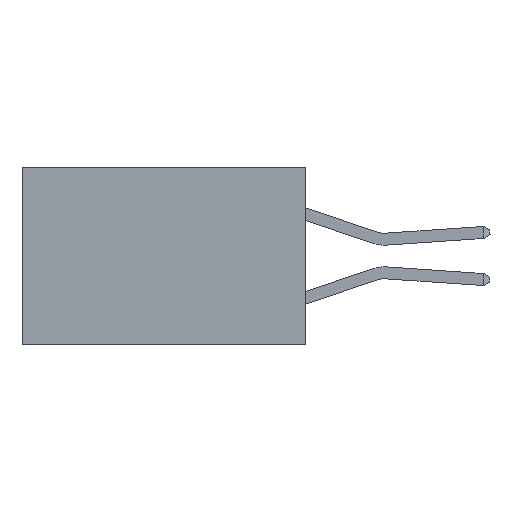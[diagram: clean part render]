
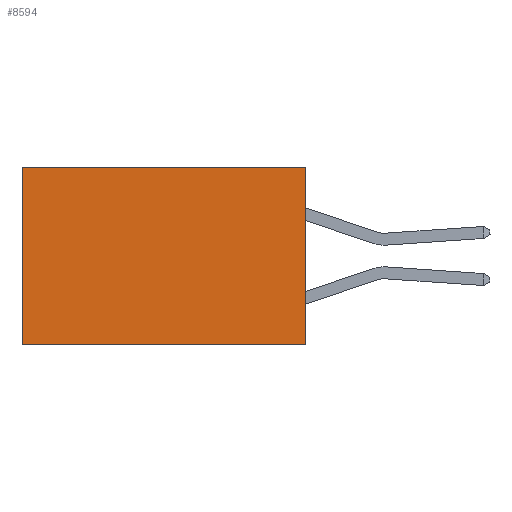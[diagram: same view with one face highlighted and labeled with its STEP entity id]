
A CAD part, left-side view. The second image highlights one B-rep face of the part: STEP entity #8594.
In plain terms, the highlighted planar face has unit normal (-1, 0, 0).
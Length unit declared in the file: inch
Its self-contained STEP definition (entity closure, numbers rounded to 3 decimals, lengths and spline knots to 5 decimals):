
#17 = ORIENTED_EDGE ( 'NONE', *, *, #1890, .T. ) ;
#792 = CARTESIAN_POINT ( 'NONE',  ( 0.277, 0.59, 0. ) ) ;
#859 = EDGE_CURVE ( 'NONE', #3830, #8837, #10373, .T. ) ;
#1207 = FACE_OUTER_BOUND ( 'NONE', #10060, .T. ) ;
#1890 = EDGE_CURVE ( 'NONE', #3830, #2801, #2153, .T. ) ;
#1898 = CARTESIAN_POINT ( 'NONE',  ( 0.277, 0., -0.37 ) ) ;
#1975 = CARTESIAN_POINT ( 'NONE',  ( 0.277, 0.59, -0.37 ) ) ;
#2153 = LINE ( 'NONE', #5205, #10421 ) ;
#2443 = EDGE_CURVE ( 'NONE', #8837, #2448, #3434, .T. ) ;
#2448 = VERTEX_POINT ( 'NONE', #8892 ) ;
#2801 = VERTEX_POINT ( 'NONE', #792 ) ;
#3127 = VECTOR ( 'NONE', #10654, 39.37008 ) ;
#3434 = LINE ( 'NONE', #10837, #8805 ) ;
#3830 = VERTEX_POINT ( 'NONE', #12123 ) ;
#4389 = PLANE ( 'NONE',  #5416 ) ;
#5205 = CARTESIAN_POINT ( 'NONE',  ( 0.277, 0., 0. ) ) ;
#5416 = AXIS2_PLACEMENT_3D ( 'NONE', #11704, #11751, #5461 ) ;
#5461 = DIRECTION ( 'NONE',  ( 0., 0., -1. ) ) ;
#5549 = ORIENTED_EDGE ( 'NONE', *, *, #11924, .T. ) ;
#6085 = DIRECTION ( 'NONE',  ( 0., 1., 0. ) ) ;
#7167 = ORIENTED_EDGE ( 'NONE', *, *, #2443, .F. ) ;
#7610 = ORIENTED_EDGE ( 'NONE', *, *, #859, .F. ) ;
#8019 = DIRECTION ( 'NONE',  ( 0., 0., -1. ) ) ;
#8594 = ADVANCED_FACE ( 'NONE', ( #1207 ), #4389, .F. ) ;
#8805 = VECTOR ( 'NONE', #10827, 39.37008 ) ;
#8837 = VERTEX_POINT ( 'NONE', #13006 ) ;
#8892 = CARTESIAN_POINT ( 'NONE',  ( 0.277, 0.59, -0.37 ) ) ;
#10060 = EDGE_LOOP ( 'NONE', ( #5549, #7167, #7610, #17 ) ) ;
#10373 = LINE ( 'NONE', #1898, #12685 ) ;
#10421 = VECTOR ( 'NONE', #6085, 39.37008 ) ;
#10654 = DIRECTION ( 'NONE',  ( 0., 0., -1. ) ) ;
#10827 = DIRECTION ( 'NONE',  ( 0., 1., 0. ) ) ;
#10837 = CARTESIAN_POINT ( 'NONE',  ( 0.277, 0., -0.37 ) ) ;
#11704 = CARTESIAN_POINT ( 'NONE',  ( 0.277, 0., -0.37 ) ) ;
#11751 = DIRECTION ( 'NONE',  ( 1., 0., 0. ) ) ;
#11924 = EDGE_CURVE ( 'NONE', #2801, #2448, #13855, .T. ) ;
#12123 = CARTESIAN_POINT ( 'NONE',  ( 0.277, 0., 0. ) ) ;
#12685 = VECTOR ( 'NONE', #8019, 39.37008 ) ;
#13006 = CARTESIAN_POINT ( 'NONE',  ( 0.277, 0., -0.37 ) ) ;
#13855 = LINE ( 'NONE', #1975, #3127 ) ;
